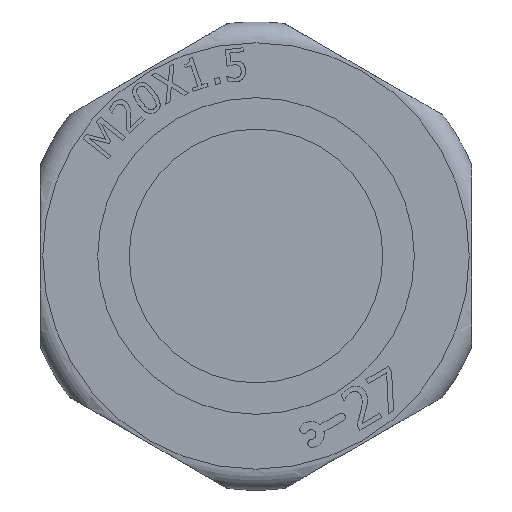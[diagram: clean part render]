
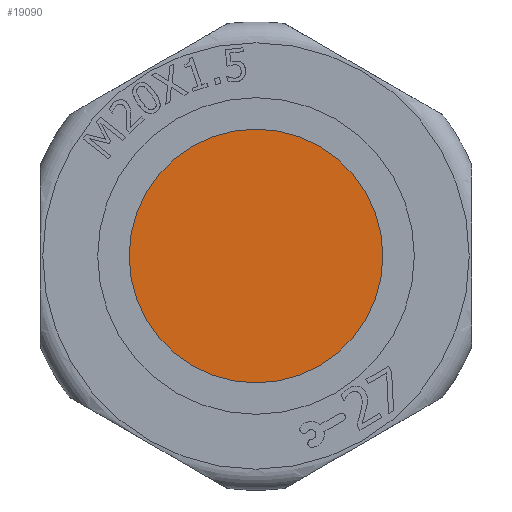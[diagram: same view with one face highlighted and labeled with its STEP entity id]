
A CAD part, front view. The second image highlights one B-rep face of the part: STEP entity #19090.
In plain terms, the highlighted planar face has unit normal (0, -1, 0).
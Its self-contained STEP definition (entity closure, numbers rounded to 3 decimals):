
#1319=PLANE('',#20405);
#2142=FACE_OUTER_BOUND('',#3115,.T.);
#3115=EDGE_LOOP('',(#15316));
#6922=CIRCLE('',#20406,7.85);
#8255=VERTEX_POINT('',#32467);
#10712=EDGE_CURVE('',#8255,#8255,#6922,.T.);
#15316=ORIENTED_EDGE('',*,*,#10712,.T.);
#19090=ADVANCED_FACE('',(#2142),#1319,.F.);
#20405=AXIS2_PLACEMENT_3D('',#32466,#23551,#23552);
#20406=AXIS2_PLACEMENT_3D('',#32468,#23553,#23554);
#23551=DIRECTION('center_axis',(0.,1.,0.));
#23552=DIRECTION('ref_axis',(0.,0.,1.));
#23553=DIRECTION('center_axis',(0.,-1.,0.));
#23554=DIRECTION('ref_axis',(1.,0.,0.));
#32466=CARTESIAN_POINT('Origin',(0.,1.556,
0.));
#32467=CARTESIAN_POINT('',(-7.85,1.556,0.));
#32468=CARTESIAN_POINT('Origin',(0.,1.556,0.));
